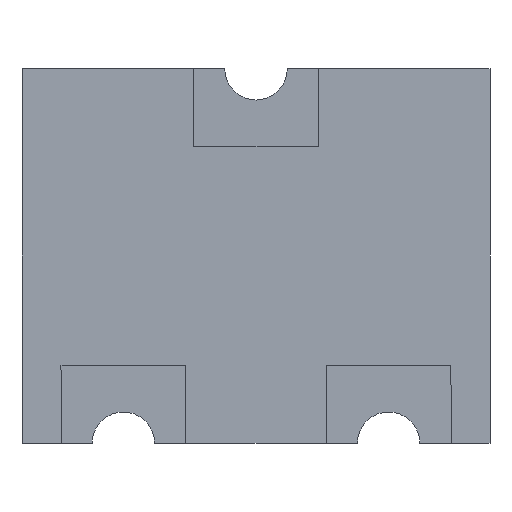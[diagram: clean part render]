
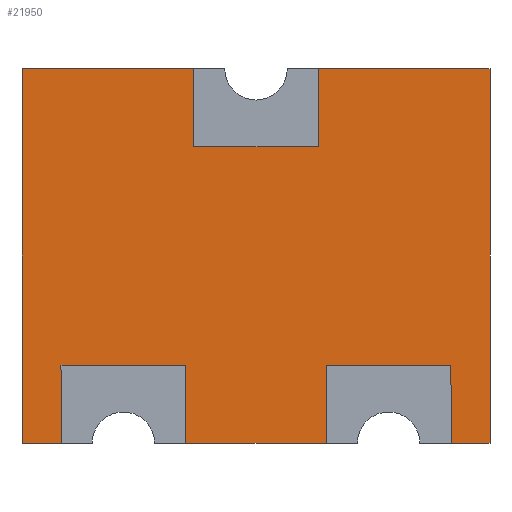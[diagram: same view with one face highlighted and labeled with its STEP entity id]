
A CAD part, front view. The second image highlights one B-rep face of the part: STEP entity #21950.
In plain terms, the highlighted planar face has unit normal (0, -1, 0).
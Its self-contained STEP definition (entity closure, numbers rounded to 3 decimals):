
#23 = EDGE_CURVE ( 'NONE', #22039, #25, #10620, .T. ) ;
#24 = ORIENTED_EDGE ( 'NONE', *, *, #23, .F. ) ;
#25 = VERTEX_POINT ( 'NONE', #10611 ) ;
#27 = EDGE_CURVE ( 'NONE', #10073, #25, #10609, .T. ) ;
#130 = VERTEX_POINT ( 'NONE', #10923 ) ;
#263 = VERTEX_POINT ( 'NONE', #11274 ) ;
#324 = EDGE_CURVE ( 'NONE', #21903, #263, #11529, .T. ) ;
#7557 = EDGE_CURVE ( 'NONE', #7691, #130, #12929, .T. ) ;
#7691 = VERTEX_POINT ( 'NONE', #13334 ) ;
#10055 = VERTEX_POINT ( 'NONE', #17996 ) ;
#10073 = VERTEX_POINT ( 'NONE', #18042 ) ;
#10117 = EDGE_CURVE ( 'NONE', #10055, #10073, #18146, .T. ) ;
#10606 = DIRECTION ( 'NONE',  ( 0., 0., -1. ) ) ;
#10607 = VECTOR ( 'NONE', #10606, 1000. ) ;
#10608 = CARTESIAN_POINT ( 'NONE',  ( -1.5, -0.25, -2.147 ) ) ;
#10609 = LINE ( 'NONE', #10608, #10607 ) ;
#10611 = CARTESIAN_POINT ( 'NONE',  ( -1.5, -0.25, -1.2 ) ) ;
#10613 = DIRECTION ( 'NONE',  ( -1., 0., 0. ) ) ;
#10614 = VECTOR ( 'NONE', #10613, 1000. ) ;
#10615 = CARTESIAN_POINT ( 'NONE',  ( 1.5, -0.25, -1.2 ) ) ;
#10620 = LINE ( 'NONE', #10615, #10614 ) ;
#10923 = CARTESIAN_POINT ( 'NONE',  ( 0., -0.25, 1. ) ) ;
#11274 = CARTESIAN_POINT ( 'NONE',  ( 1.05, -0.25, -1.2 ) ) ;
#11526 = DIRECTION ( 'NONE',  ( -1., 0., 0. ) ) ;
#11527 = VECTOR ( 'NONE', #11526, 1000. ) ;
#11528 = CARTESIAN_POINT ( 'NONE',  ( 1.5, -0.25, -1.2 ) ) ;
#11529 = LINE ( 'NONE', #11528, #11527 ) ;
#12914 = DIRECTION ( 'NONE',  ( 0., 0., 1. ) ) ;
#12915 = DIRECTION ( 'NONE',  ( 0., 1., 0. ) ) ;
#12927 = CARTESIAN_POINT ( 'NONE',  ( 0., -0.25, 1.2 ) ) ;
#12928 = AXIS2_PLACEMENT_3D ( 'NONE', #12927, #12915, #12914 ) ;
#12929 = CIRCLE ( 'NONE', #12928, 0.2 ) ;
#13334 = CARTESIAN_POINT ( 'NONE',  ( 0.2, -0.25, 1.2 ) ) ;
#17996 = CARTESIAN_POINT ( 'NONE',  ( -0.2, -0.25, 1.2 ) ) ;
#18042 = CARTESIAN_POINT ( 'NONE',  ( -1.5, -0.25, 1.2 ) ) ;
#18143 = DIRECTION ( 'NONE',  ( -1., 0., 0. ) ) ;
#18144 = VECTOR ( 'NONE', #18143, 1000. ) ;
#18145 = CARTESIAN_POINT ( 'NONE',  ( 1.5, -0.25, 1.2 ) ) ;
#18146 = LINE ( 'NONE', #18145, #18144 ) ;
#19039 = CARTESIAN_POINT ( 'NONE',  ( -1.05, -0.25, -1.2 ) ) ;
#19404 = DIRECTION ( 'NONE',  ( 0., 0., 1. ) ) ;
#19406 = DIRECTION ( 'NONE',  ( 0., 1., 0. ) ) ;
#19408 = AXIS2_PLACEMENT_3D ( 'NONE', #19420, #19406, #19404 ) ;
#19409 = CIRCLE ( 'NONE', #19408, 0.2 ) ;
#19420 = CARTESIAN_POINT ( 'NONE',  ( -0.85, -0.25, -1.2 ) ) ;
#21354 = DIRECTION ( 'NONE',  ( -1., 0., 0. ) ) ;
#21355 = VECTOR ( 'NONE', #21354, 1000. ) ;
#21356 = CARTESIAN_POINT ( 'NONE',  ( 1.5, -0.25, 1.2 ) ) ;
#21357 = LINE ( 'NONE', #21356, #21355 ) ;
#21385 = CARTESIAN_POINT ( 'NONE',  ( 1.5, -0.25, 1.2 ) ) ;
#21439 = CARTESIAN_POINT ( 'NONE',  ( 1.5, -0.25, -1.2 ) ) ;
#21462 = DIRECTION ( 'NONE',  ( 0., 0., -1. ) ) ;
#21463 = VECTOR ( 'NONE', #21462, 1000. ) ;
#21464 = CARTESIAN_POINT ( 'NONE',  ( 1.5, -0.25, -2.147 ) ) ;
#21465 = LINE ( 'NONE', #21464, #21463 ) ;
#21570 = FACE_OUTER_BOUND ( 'NONE', #21942, .T. ) ;
#21571 = CARTESIAN_POINT ( 'NONE',  ( 0.65, -0.25, -1.2 ) ) ;
#21573 = DIRECTION ( 'NONE',  ( -1., 0., 0. ) ) ;
#21574 = VECTOR ( 'NONE', #21573, 1000. ) ;
#21575 = CARTESIAN_POINT ( 'NONE',  ( 1.5, -0.25, -1.2 ) ) ;
#21576 = LINE ( 'NONE', #21575, #21574 ) ;
#21577 = CARTESIAN_POINT ( 'NONE',  ( -0.65, -0.25, -1.2 ) ) ;
#21606 = DIRECTION ( 'NONE',  ( 0., 0., 1. ) ) ;
#21607 = DIRECTION ( 'NONE',  ( 0., 1., 0. ) ) ;
#21608 = CARTESIAN_POINT ( 'NONE',  ( 1.5, -0.25, -2.147 ) ) ;
#21609 = AXIS2_PLACEMENT_3D ( 'NONE', #21608, #21607, #21606 ) ;
#21612 = PLANE ( 'NONE',  #21609 ) ;
#21629 = DIRECTION ( 'NONE',  ( 0., 0., 1. ) ) ;
#21630 = DIRECTION ( 'NONE',  ( 0., 1., 0. ) ) ;
#21631 = CARTESIAN_POINT ( 'NONE',  ( 0., -0.25, 1.2 ) ) ;
#21632 = AXIS2_PLACEMENT_3D ( 'NONE', #21631, #21630, #21629 ) ;
#21633 = CIRCLE ( 'NONE', #21632, 0.2 ) ;
#21665 = DIRECTION ( 'NONE',  ( 0., 0., 1. ) ) ;
#21666 = DIRECTION ( 'NONE',  ( 0., -1., 0. ) ) ;
#21667 = CARTESIAN_POINT ( 'NONE',  ( 0.85, -0.25, -1.2 ) ) ;
#21668 = AXIS2_PLACEMENT_3D ( 'NONE', #21667, #21666, #21665 ) ;
#21669 = CIRCLE ( 'NONE', #21668, 0.2 ) ;
#21872 = EDGE_CURVE ( 'NONE', #21882, #7691, #21357, .T. ) ;
#21882 = VERTEX_POINT ( 'NONE', #21385 ) ;
#21883 = ORIENTED_EDGE ( 'NONE', *, *, #21872, .T. ) ;
#21903 = VERTEX_POINT ( 'NONE', #21439 ) ;
#21906 = ORIENTED_EDGE ( 'NONE', *, *, #21920, .F. ) ;
#21910 = ORIENTED_EDGE ( 'NONE', *, *, #324, .F. ) ;
#21920 = EDGE_CURVE ( 'NONE', #21882, #21903, #21465, .T. ) ;
#21937 = ORIENTED_EDGE ( 'NONE', *, *, #21974, .F. ) ;
#21940 = VERTEX_POINT ( 'NONE', #21577 ) ;
#21942 = EDGE_LOOP ( 'NONE', ( #21947, #21937, #21910, #21906, #21883, #21956, #21961, #22172, #22174, #24, #22025 ) ) ;
#21943 = EDGE_CURVE ( 'NONE', #21948, #21940, #21576, .T. ) ;
#21947 = ORIENTED_EDGE ( 'NONE', *, *, #21943, .F. ) ;
#21948 = VERTEX_POINT ( 'NONE', #21571 ) ;
#21950 = ADVANCED_FACE ( 'NONE', ( #21570 ), #21612, .F. ) ;
#21956 = ORIENTED_EDGE ( 'NONE', *, *, #7557, .T. ) ;
#21961 = ORIENTED_EDGE ( 'NONE', *, *, #21964, .T. ) ;
#21964 = EDGE_CURVE ( 'NONE', #130, #10055, #21633, .T. ) ;
#21974 = EDGE_CURVE ( 'NONE', #263, #21948, #21669, .T. ) ;
#22025 = ORIENTED_EDGE ( 'NONE', *, *, #22099, .T. ) ;
#22039 = VERTEX_POINT ( 'NONE', #19039 ) ;
#22099 = EDGE_CURVE ( 'NONE', #22039, #21940, #19409, .T. ) ;
#22172 = ORIENTED_EDGE ( 'NONE', *, *, #10117, .T. ) ;
#22174 = ORIENTED_EDGE ( 'NONE', *, *, #27, .T. ) ;
